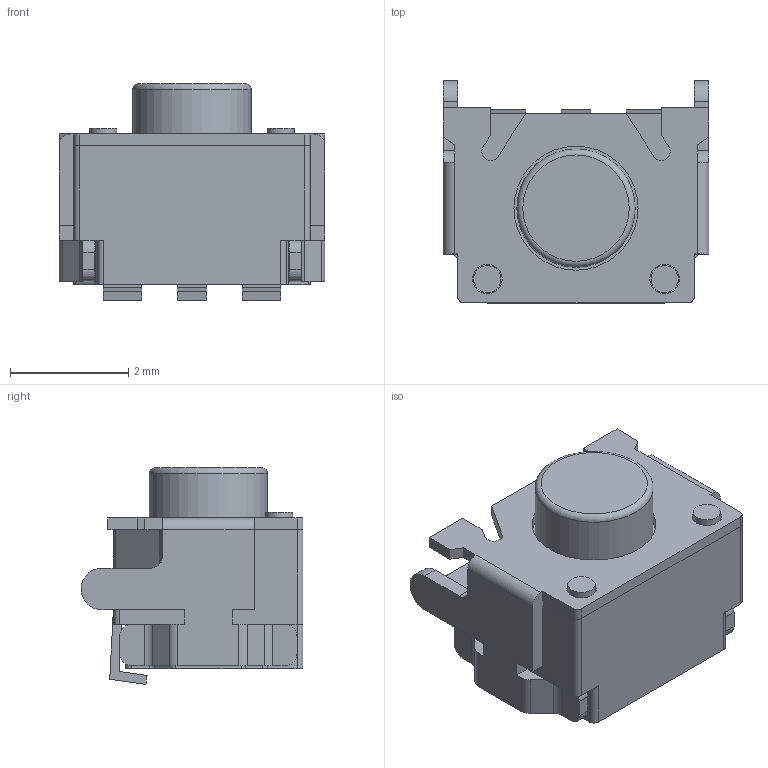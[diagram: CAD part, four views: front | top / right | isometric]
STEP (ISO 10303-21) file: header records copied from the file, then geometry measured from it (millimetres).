
FILE_DESCRIPTION(/* description */ (''),/* implementation_level */ '2;1');
FILE_NAME(/* name */ 'TL3340AF160QG.stp',/* time_stamp */ '2021-03-08T13:05:15-06:00',/* author */ ('mwilliams'),/* organization */ (''),/* preprocessor_version */ 'ST-DEVELOPER v18',/* originating_system */ 'Autodesk Inventor 2020',/* authorisation */ '');
FILE_SCHEMA (('AUTOMOTIVE_DESIGN { 1 0 10303 214 3 1 1 }'));
Length unit declared in the file: inch
Products named in the file (1): P021301_Shrinkwrap_1
Bounding box: 4.5 x 3.75 x 3.67 mm (x, y, z)
Volume: 27.8 mm3; surface area: 157.6 mm2
Topology: 3 solids, 3 shells, 255 faces, 703 edges, 456 vertices
Faces by surface type: plane 139, cylinder 99, torus 9, sphere 8
Full cylindrical faces by diameter (mm): 0.46 x2, 0.5 x5, 0.8 x1, 0.9 x1, 2 x1, 2.1 x1, 2.5 x1
Entity records: 8432 total; most frequent: DIRECTION 1442, CARTESIAN_POINT 1407, ORIENTED_EDGE 1390, EDGE_CURVE 695, AXIS2_PLACEMENT_3D 491, LINE 460, VECTOR 460, VERTEX_POINT 456
